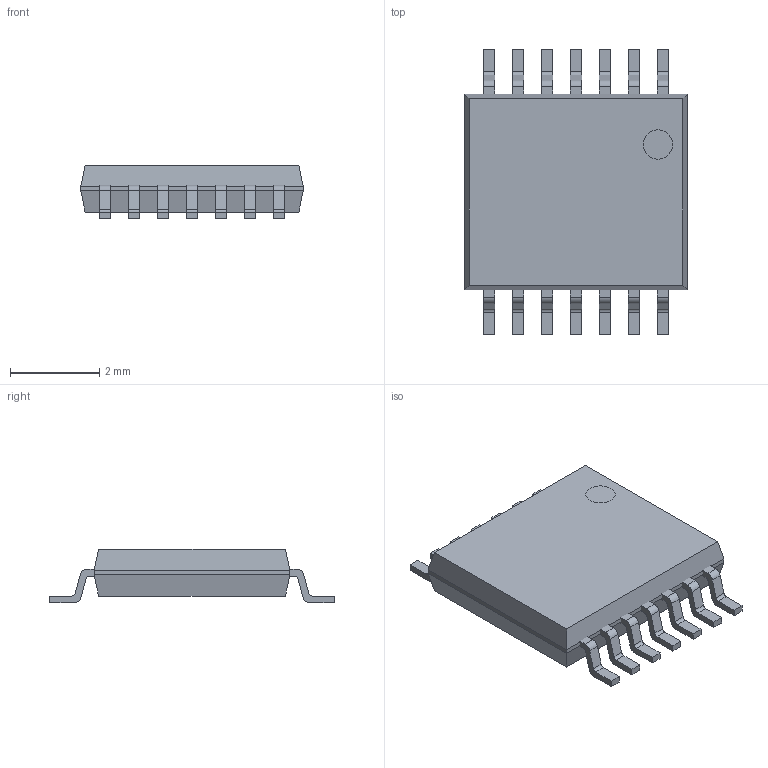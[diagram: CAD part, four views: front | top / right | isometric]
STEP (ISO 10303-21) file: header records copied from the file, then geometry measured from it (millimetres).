
FILE_DESCRIPTION(/* description */ (''),/* implementation_level */ '2;1');
FILE_NAME(/* name */ 'TSSOP-14.step',/* time_stamp */ '2020-03-19T14:34:19+01:00',/* author */ (''),/* organization */ (''),/* preprocessor_version */ 'ST-DEVELOPER v18',/* originating_system */ 'Autodesk Translation Framework v8.12.0.6',/* authorisation */ '');
FILE_SCHEMA (('AUTOMOTIVE_DESIGN { 1 0 10303 214 3 1 1 }'));
Length unit declared in the file: millimetre
Products named in the file (5): IC12; User_Library-TSSOP-14; User_Library-TSSOP-14__X2_041A043E0440043F04430441_X0_; User_Library-TSSOP-14__X2_041C04350442043A0430_X0_; User_Library-TSSOP-14__X2_041D043E0436043A0430_X0_
Assembly tree (10 placements, depth 3):
  IC12
    User_Library-TSSOP-14
      User_Library-TSSOP-14__X2_041A043E0440043F04430441_X0_
      User_Library-TSSOP-14__X2_041C04350442043A0430_X0_
      User_Library-TSSOP-14__X2_041D043E0436043A0430_X0_  x7
Bounding box: 5 x 6.4 x 1.2 mm (x, y, z)
Volume: 23 mm3; surface area: 79.6 mm2
Topology: 16 solids, 16 shells, 215 faces, 542 edges, 360 vertices
Faces by surface type: plane 157, cylinder 58
Full cylindrical faces by diameter (mm): 0.66 x2
Entity records: 1534 total; most frequent: DIRECTION 258, CARTESIAN_POINT 244, ORIENTED_EDGE 220, EDGE_CURVE 110, LINE 86, VECTOR 86, AXIS2_PLACEMENT_3D 86, VERTEX_POINT 72
